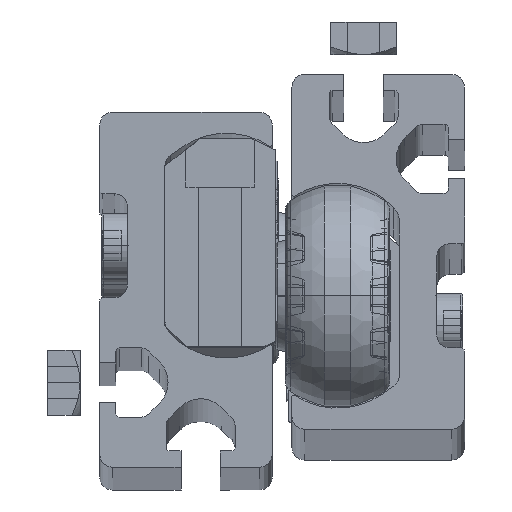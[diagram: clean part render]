
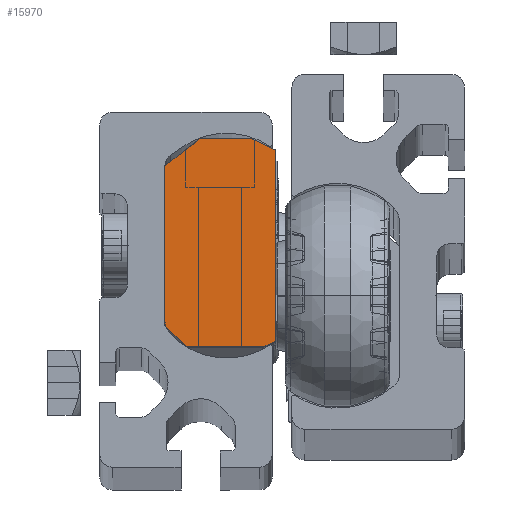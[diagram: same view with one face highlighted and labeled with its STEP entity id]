
A CAD part, top view. The second image highlights one B-rep face of the part: STEP entity #15970.
In plain terms, the highlighted face is planar.
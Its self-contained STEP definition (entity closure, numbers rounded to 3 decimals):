
#119 = CARTESIAN_POINT ( 'NONE',  ( 19., -14.661, -8.5 ) ) ;
#274 = DIRECTION ( 'NONE',  ( 0., 0., 1. ) ) ;
#791 = VERTEX_POINT ( 'NONE', #20392 ) ;
#796 = VERTEX_POINT ( 'NONE', #10633 ) ;
#1015 = CARTESIAN_POINT ( 'NONE',  ( 19., -15.5, 5.2 ) ) ;
#1079 = CARTESIAN_POINT ( 'NONE',  ( 19., 16.5, -4.6 ) ) ;
#1451 = EDGE_CURVE ( 'NONE', #17258, #8169, #9826, .T. ) ;
#1584 = LINE ( 'NONE', #18097, #12259 ) ;
#1710 = DIRECTION ( 'NONE',  ( 0., -0.423, 0.906 ) ) ;
#2128 = EDGE_CURVE ( 'NONE', #13317, #791, #21947, .T. ) ;
#2358 = DIRECTION ( 'NONE',  ( -1., 0., 0. ) ) ;
#2505 = CARTESIAN_POINT ( 'NONE',  ( 19., 12.203, 8.5 ) ) ;
#2625 = CARTESIAN_POINT ( 'NONE',  ( 19., 14.681, -8.5 ) ) ;
#2830 = ORIENTED_EDGE ( 'NONE', *, *, #1451, .F. ) ;
#3032 = ORIENTED_EDGE ( 'NONE', *, *, #4080, .T. ) ;
#3127 = ORIENTED_EDGE ( 'NONE', *, *, #12342, .F. ) ;
#3152 = FACE_OUTER_BOUND ( 'NONE', #6022, .T. ) ;
#4080 = EDGE_CURVE ( 'NONE', #17258, #796, #16194, .T. ) ;
#4087 = EDGE_CURVE ( 'NONE', #8169, #11734, #1584, .T. ) ;
#4105 = VECTOR ( 'NONE', #5723, 1000. ) ;
#5119 = EDGE_CURVE ( 'NONE', #21969, #11734, #9392, .T. ) ;
#5248 = VECTOR ( 'NONE', #22414, 1000. ) ;
#5467 = VECTOR ( 'NONE', #23098, 1000. ) ;
#5723 = DIRECTION ( 'NONE',  ( 0., -0.423, -0.906 ) ) ;
#6022 = EDGE_LOOP ( 'NONE', ( #18139, #2830, #3032, #8338, #17676, #15402, #3127, #8194 ) ) ;
#6520 = CARTESIAN_POINT ( 'NONE',  ( 19., -12.2, 8.5 ) ) ;
#6732 = EDGE_CURVE ( 'NONE', #796, #791, #8200, .T. ) ;
#7390 = LINE ( 'NONE', #23583, #4105 ) ;
#8169 = VERTEX_POINT ( 'NONE', #2505 ) ;
#8194 = ORIENTED_EDGE ( 'NONE', *, *, #5119, .T. ) ;
#8200 = LINE ( 'NONE', #1015, #18398 ) ;
#8338 = ORIENTED_EDGE ( 'NONE', *, *, #6732, .T. ) ;
#9392 = LINE ( 'NONE', #16702, #18183 ) ;
#9826 = LINE ( 'NONE', #20720, #5248 ) ;
#9897 = CARTESIAN_POINT ( 'NONE',  ( 19., 1.5, 22.2 ) ) ;
#10633 = CARTESIAN_POINT ( 'NONE',  ( 19., -15.5, 5.2 ) ) ;
#11734 = VERTEX_POINT ( 'NONE', #20978 ) ;
#12259 = VECTOR ( 'NONE', #19774, 1000. ) ;
#12342 = EDGE_CURVE ( 'NONE', #21969, #16777, #7390, .T. ) ;
#12357 = CARTESIAN_POINT ( 'NONE',  ( 19., -12.2, 8.5 ) ) ;
#12715 = DIRECTION ( 'NONE',  ( 0., -0.707, -0.707 ) ) ;
#13317 = VERTEX_POINT ( 'NONE', #14255 ) ;
#14255 = CARTESIAN_POINT ( 'NONE',  ( 19., -14.661, -8.5 ) ) ;
#15296 = VECTOR ( 'NONE', #12715, 1000. ) ;
#15402 = ORIENTED_EDGE ( 'NONE', *, *, #20681, .F. ) ;
#15500 = DIRECTION ( 'NONE',  ( 0., 0., -1. ) ) ;
#15727 = DIRECTION ( 'NONE',  ( 0., 0., 1. ) ) ;
#15781 = CARTESIAN_POINT ( 'NONE',  ( 19., 14.681, -8.5 ) ) ;
#15970 = ADVANCED_FACE ( 'NONE', ( #3152 ), #18992, .F. ) ;
#16194 = LINE ( 'NONE', #12357, #15296 ) ;
#16702 = CARTESIAN_POINT ( 'NONE',  ( 19., 16.5, -4.6 ) ) ;
#16777 = VERTEX_POINT ( 'NONE', #2625 ) ;
#17258 = VERTEX_POINT ( 'NONE', #6520 ) ;
#17367 = VECTOR ( 'NONE', #1710, 1000. ) ;
#17676 = ORIENTED_EDGE ( 'NONE', *, *, #2128, .F. ) ;
#18097 = CARTESIAN_POINT ( 'NONE',  ( 19., 12.203, 8.5 ) ) ;
#18139 = ORIENTED_EDGE ( 'NONE', *, *, #4087, .F. ) ;
#18183 = VECTOR ( 'NONE', #274, 1000. ) ;
#18398 = VECTOR ( 'NONE', #15500, 1000. ) ;
#18992 = PLANE ( 'NONE',  #23518 ) ;
#19494 = LINE ( 'NONE', #15781, #5467 ) ;
#19774 = DIRECTION ( 'NONE',  ( 0., 0.616, -0.788 ) ) ;
#20392 = CARTESIAN_POINT ( 'NONE',  ( 19., -15.5, -6.7 ) ) ;
#20681 = EDGE_CURVE ( 'NONE', #16777, #13317, #19494, .T. ) ;
#20720 = CARTESIAN_POINT ( 'NONE',  ( 19., -12.2, 8.5 ) ) ;
#20978 = CARTESIAN_POINT ( 'NONE',  ( 19., 16.5, 3. ) ) ;
#21947 = LINE ( 'NONE', #119, #17367 ) ;
#21969 = VERTEX_POINT ( 'NONE', #1079 ) ;
#22414 = DIRECTION ( 'NONE',  ( 0., 1., 0. ) ) ;
#23098 = DIRECTION ( 'NONE',  ( 0., -1., 0. ) ) ;
#23518 = AXIS2_PLACEMENT_3D ( 'NONE', #9897, #2358, #15727 ) ;
#23583 = CARTESIAN_POINT ( 'NONE',  ( 19., 16.5, -4.6 ) ) ;
